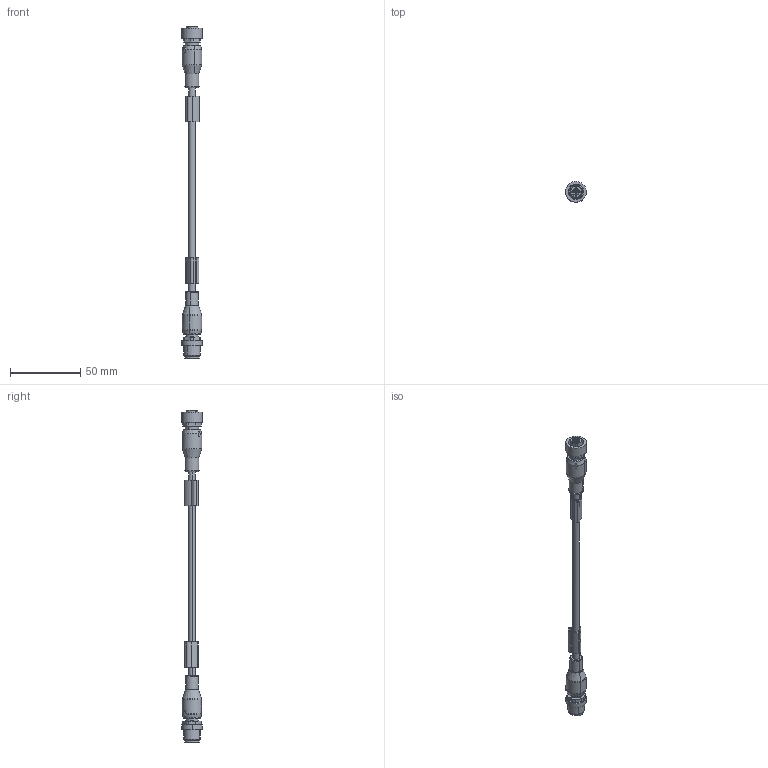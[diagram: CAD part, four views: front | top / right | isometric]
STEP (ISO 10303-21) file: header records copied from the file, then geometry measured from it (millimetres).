
FILE_DESCRIPTION(('CATIA V5 STEP Exchange','CAx-IF Rec.Pracs.--- Model Styling and Organization---1.5--- 2016-08-15','CAx-IF Rec.Pracs.---Supplemental Geometry---1.0---2011-11-01','CAx-IF Rec.Pracs.--- Composite Materials ---1.1---2010-07-15'),'2;1');
FILE_NAME ('1908054-2_0', '2025-07-07T11:24:23+00:00', ('none'), ('Weidmueller'), 'CATIA Version 5-6 Release 2022 SP4 HF5', 'CATIA V5 STEP AP214 v3', 'none');
FILE_SCHEMA(('AUTOMOTIVE_DESIGN { 1 0 10303 214 1 1 1 1 }'));
Length unit declared in the file: millimetre
Products named in the file (1): 2955210000
Bounding box: 14.6 x 14.6 x 235.65 mm (x, y, z)
Volume: 12850.9 mm3; surface area: 11047.3 mm2
Topology: 1 solids, 21 shells, 650 faces, 1589 edges, 1006 vertices
Faces by surface type: cylinder 297, plane 203, cone 63, torus 50, bspline 20, sphere 12, revolution 5
Entity records: 19271 total; most frequent: CARTESIAN_POINT 4902, ORIENTED_EDGE 3154, DIRECTION 2146, EDGE_CURVE 1577, AXIS2_PLACEMENT_3D 1122, VERTEX_POINT 1006, EDGE_LOOP 736, CIRCLE 727
